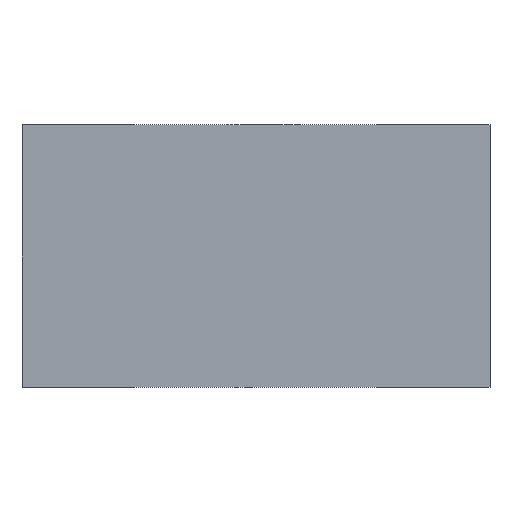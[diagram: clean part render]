
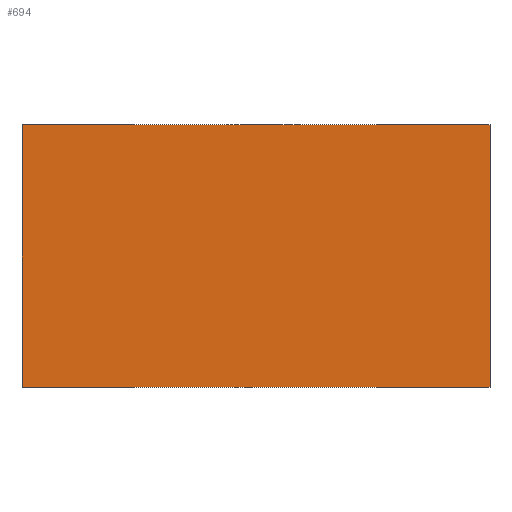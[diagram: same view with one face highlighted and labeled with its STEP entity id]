
A CAD part, front view. The second image highlights one B-rep face of the part: STEP entity #694.
In plain terms, the highlighted planar face has unit normal (0, -1, 0).
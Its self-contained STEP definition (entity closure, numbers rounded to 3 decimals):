
#291 = VERTEX_POINT('',#292);
#292 = CARTESIAN_POINT('',(-0.625,-1.,0.));
#298 = EDGE_CURVE('',#291,#299,#301,.T.);
#299 = VERTEX_POINT('',#300);
#300 = CARTESIAN_POINT('',(0.625,-1.,0.));
#301 = LINE('',#302,#303);
#302 = CARTESIAN_POINT('',(-0.625,-1.,0.));
#303 = VECTOR('',#304,1.);
#304 = DIRECTION('',(1.,0.,0.));
#515 = VERTEX_POINT('',#516);
#516 = CARTESIAN_POINT('',(-0.625,-1.,0.7));
#522 = EDGE_CURVE('',#515,#523,#525,.T.);
#523 = VERTEX_POINT('',#524);
#524 = CARTESIAN_POINT('',(0.625,-1.,0.7));
#525 = LINE('',#526,#527);
#526 = CARTESIAN_POINT('',(-0.625,-1.,0.7));
#527 = VECTOR('',#528,1.);
#528 = DIRECTION('',(1.,0.,0.));
#684 = EDGE_CURVE('',#299,#523,#685,.T.);
#685 = LINE('',#686,#687);
#686 = CARTESIAN_POINT('',(0.625,-1.,0.));
#687 = VECTOR('',#688,1.);
#688 = DIRECTION('',(0.,0.,1.));
#694 = ADVANCED_FACE('',(#695),#706,.T.);
#695 = FACE_BOUND('',#696,.T.);
#696 = EDGE_LOOP('',(#697,#703,#704,#705));
#697 = ORIENTED_EDGE('',*,*,#698,.F.);
#698 = EDGE_CURVE('',#291,#515,#699,.T.);
#699 = LINE('',#700,#701);
#700 = CARTESIAN_POINT('',(-0.625,-1.,0.));
#701 = VECTOR('',#702,1.);
#702 = DIRECTION('',(0.,0.,1.));
#703 = ORIENTED_EDGE('',*,*,#298,.T.);
#704 = ORIENTED_EDGE('',*,*,#684,.T.);
#705 = ORIENTED_EDGE('',*,*,#522,.F.);
#706 = PLANE('',#707);
#707 = AXIS2_PLACEMENT_3D('',#708,#709,#710);
#708 = CARTESIAN_POINT('',(-0.625,-1.,0.));
#709 = DIRECTION('',(0.,-1.,0.));
#710 = DIRECTION('',(0.,0.,1.));
